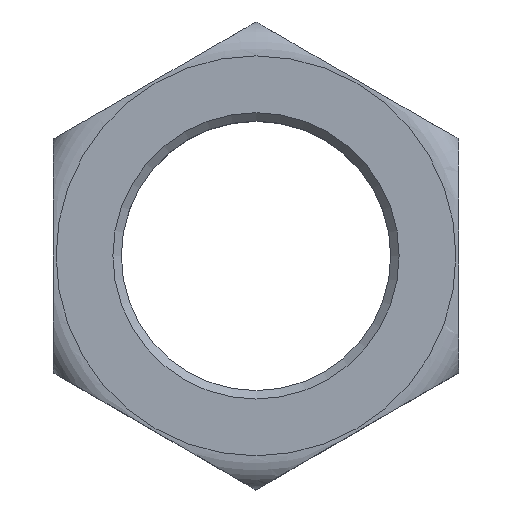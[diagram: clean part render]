
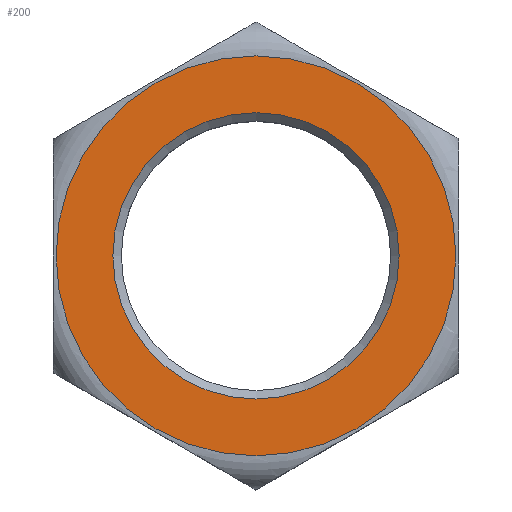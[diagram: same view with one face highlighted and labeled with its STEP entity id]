
A CAD part, top view. The second image highlights one B-rep face of the part: STEP entity #200.
In plain terms, the highlighted planar face has unit normal (0, 0, 1).
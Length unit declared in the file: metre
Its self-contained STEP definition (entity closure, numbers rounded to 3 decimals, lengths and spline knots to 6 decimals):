
#75=ORIENTED_EDGE('',*,*,#117,.F.);
#76=ORIENTED_EDGE('',*,*,#118,.T.);
#117=EDGE_CURVE('',#135,#135,#141,.T.);
#118=EDGE_CURVE('',#136,#136,#142,.T.);
#135=VERTEX_POINT('',#496);
#136=VERTEX_POINT('',#498);
#141=CIRCLE('',#229,0.008438);
#142=CIRCLE('',#230,0.011785);
#153=EDGE_LOOP('',(#75));
#154=EDGE_LOOP('',(#76));
#173=FACE_BOUND('',#153,.T.);
#174=FACE_BOUND('',#154,.T.);
#192=PLANE('',#228);
#200=ADVANCED_FACE('',(#173,#174),#192,.F.);
#228=AXIS2_PLACEMENT_3D('',#494,#264,#265);
#229=AXIS2_PLACEMENT_3D('',#495,#266,#267);
#230=AXIS2_PLACEMENT_3D('',#497,#268,#269);
#264=DIRECTION('',(0.,0.,-1.));
#265=DIRECTION('',(-1.,0.,0.));
#266=DIRECTION('',(0.,0.,1.));
#267=DIRECTION('',(1.,0.,0.));
#268=DIRECTION('',(0.,0.,1.));
#269=DIRECTION('',(1.,0.,0.));
#494=CARTESIAN_POINT('',(0.011938,0.006892,0.004826));
#495=CARTESIAN_POINT('',(0.,0.,0.004826));
#496=CARTESIAN_POINT('',(0.008438,0.,0.004826));
#497=CARTESIAN_POINT('',(0.,0.,0.004826));
#498=CARTESIAN_POINT('',(0.011785,0.,0.004826));
